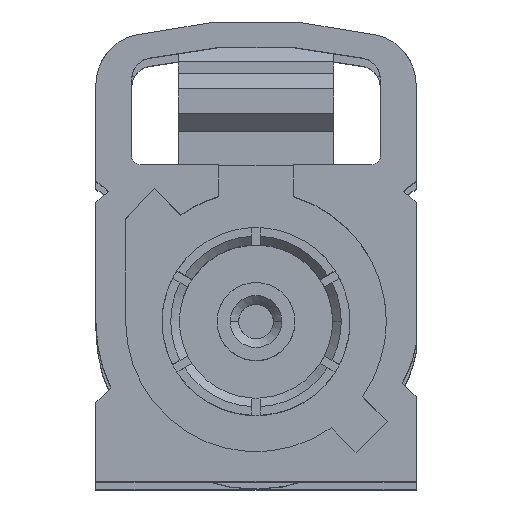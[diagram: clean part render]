
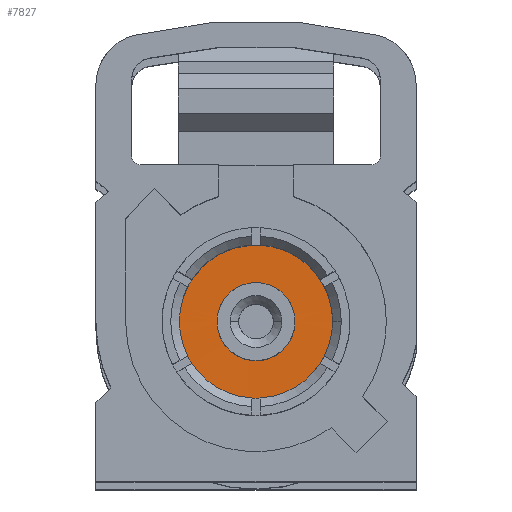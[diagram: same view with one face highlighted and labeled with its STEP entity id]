
A CAD part, top view. The second image highlights one B-rep face of the part: STEP entity #7827.
In plain terms, the highlighted planar face has unit normal (0, 0, 1).
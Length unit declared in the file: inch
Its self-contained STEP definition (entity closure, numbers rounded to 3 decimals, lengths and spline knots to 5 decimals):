
#73 = CARTESIAN_POINT ( 'NONE',  ( 0.08853, -0.01175, 2.55105 ) ) ;
#183 = CARTESIAN_POINT ( 'NONE',  ( -0.045, -0.00589, 2.551 ) ) ;
#285 = CARTESIAN_POINT ( 'NONE',  ( 0.00589, -0.045, 2.551 ) ) ;
#341 = DIRECTION ( 'NONE',  ( 1., 0., 0. ) ) ;
#500 = CARTESIAN_POINT ( 'NONE',  ( 0.0447, 0.07731, 2.55105 ) ) ;
#550 = CARTESIAN_POINT ( 'NONE',  ( 0.05432, 0.07089, 2.55105 ) ) ;
#932 = CARTESIAN_POINT ( 'NONE',  ( -0.045, 0., 2.55102 ) ) ;
#1087 = CARTESIAN_POINT ( 'NONE',  ( 0.045, 0., 2.55102 ) ) ;
#1149 = CARTESIAN_POINT ( 'NONE',  ( -0.02306, -0.08628, 2.55105 ) ) ;
#1287 = CARTESIAN_POINT ( 'NONE',  ( -0.08854, -0.01171, 2.55105 ) ) ;
#1301 = CARTESIAN_POINT ( 'NONE',  ( -0.03932, -0.02266, 2.551 ) ) ;
#1717 = CARTESIAN_POINT ( 'NONE',  ( -0.08853, 0., 2.55102 ) ) ;
#2234 = CARTESIAN_POINT ( 'NONE',  ( -0.03932, 0.02266, 2.551 ) ) ;
#2334 = CARTESIAN_POINT ( 'NONE',  ( -0.08853, 0., 2.55102 ) ) ;
#2399 = CARTESIAN_POINT ( 'NONE',  ( -0.04383, -0.01178, 2.551 ) ) ;
#2445 = CARTESIAN_POINT ( 'NONE',  ( -0.03599, -0.02765, 2.551 ) ) ;
#2478 = EDGE_CURVE ( 'NONE', #7319, #2576, #5938, .T. ) ;
#2529 = CARTESIAN_POINT ( 'NONE',  ( 0.01178, -0.04383, 2.551 ) ) ;
#2576 = VERTEX_POINT ( 'NONE', #7159 ) ;
#2812 = EDGE_LOOP ( 'NONE', ( #9116, #4433 ) ) ;
#2881 = CARTESIAN_POINT ( 'NONE',  ( 0.02306, 0.08628, 2.55105 ) ) ;
#2936 = CARTESIAN_POINT ( 'NONE',  ( -0.05432, 0.07088, 2.55105 ) ) ;
#3268 = CARTESIAN_POINT ( 'NONE',  ( 0.00589, 0.045, 2.551 ) ) ;
#3416 = CARTESIAN_POINT ( 'NONE',  ( 0.0447, -0.07732, 2.55105 ) ) ;
#3469 = CARTESIAN_POINT ( 'NONE',  ( -0.05432, -0.07089, 2.55105 ) ) ;
#3497 = CARTESIAN_POINT ( 'NONE',  ( -0.08853, 0., 2.55102 ) ) ;
#3529 = CARTESIAN_POINT ( 'NONE',  ( 0.02266, -0.03932, 2.551 ) ) ;
#3740 = PLANE ( 'NONE',  #11356 ) ;
#4099 = CARTESIAN_POINT ( 'NONE',  ( 0.07732, 0.0447, 2.55105 ) ) ;
#4324 = CARTESIAN_POINT ( 'NONE',  ( -0.00589, 0.045, 2.551 ) ) ;
#4433 = ORIENTED_EDGE ( 'NONE', *, *, #13875, .T. ) ;
#4472 = CARTESIAN_POINT ( 'NONE',  ( -0.04383, 0.01178, 2.551 ) ) ;
#4585 = CARTESIAN_POINT ( 'NONE',  ( -0.045, 0., 2.55102 ) ) ;
#4679 = CARTESIAN_POINT ( 'NONE',  ( 0.02765, -0.03599, 2.551 ) ) ;
#4737 = CARTESIAN_POINT ( 'NONE',  ( 0.03599, -0.02765, 2.551 ) ) ;
#4778 = FACE_OUTER_BOUND ( 'NONE', #2812, .T. ) ;
#4818 = CARTESIAN_POINT ( 'NONE',  ( 0.045, 0., 2.55102 ) ) ;
#5767 = CARTESIAN_POINT ( 'NONE',  ( 0.01171, -0.08854, 2.55105 ) ) ;
#5786 = CARTESIAN_POINT ( 'NONE',  ( -0.045, 0., 2.55102 ) ) ;
#5820 = CARTESIAN_POINT ( 'NONE',  ( -0.08627, -0.02306, 2.55105 ) ) ;
#5879 = CARTESIAN_POINT ( 'NONE',  ( 0.03932, -0.02266, 2.551 ) ) ;
#5938 = B_SPLINE_CURVE_WITH_KNOTS ( 'NONE', 3,
 ( #2334, #1287, #5820, #10472, #10323, #3469, #7060, #1149, #12625, #5767, #9111, #3416, #13768, #12714, #6910, #11426, #73, #9202 ),
 .UNSPECIFIED., .F., .F.,
 ( 4, 2, 2, 2, 2, 2, 2, 2, 4 ),
 ( 0.5, 0.5625, 0.625, 0.6875, 0.75, 0.8125, 0.875, 0.9375, 1. ),
 .UNSPECIFIED. ) ;
#6234 = CARTESIAN_POINT ( 'NONE',  ( -0.02306, 0.08627, 2.55105 ) ) ;
#6390 = CARTESIAN_POINT ( 'NONE',  ( -0.0447, 0.07732, 2.55105 ) ) ;
#6562 = CARTESIAN_POINT ( 'NONE',  ( 0.045, 0.00589, 2.551 ) ) ;
#6714 = CARTESIAN_POINT ( 'NONE',  ( 0.04383, 0.01178, 2.551 ) ) ;
#6910 = CARTESIAN_POINT ( 'NONE',  ( 0.0773, -0.04471, 2.55105 ) ) ;
#6920 = B_SPLINE_CURVE_WITH_KNOTS ( 'NONE', 3,
 ( #1087, #6562, #6714, #9046, #13466, #10110, #14626, #13572, #3268, #4324, #11334, #14776, #7786, #13521, #2234, #4472, #10212, #932 ),
 .UNSPECIFIED., .F., .F.,
 ( 4, 2, 2, 2, 2, 2, 2, 2, 4 ),
 ( 0.5, 0.5625, 0.625, 0.6875, 0.75, 0.8125, 0.875, 0.9375, 1. ),
 .UNSPECIFIED. ) ;
#6924 = FACE_BOUND ( 'NONE', #10309, .T. ) ;
#7060 = CARTESIAN_POINT ( 'NONE',  ( -0.0447, -0.07731, 2.55105 ) ) ;
#7123 = CARTESIAN_POINT ( 'NONE',  ( 0.045, -0.00589, 2.551 ) ) ;
#7159 = CARTESIAN_POINT ( 'NONE',  ( 0.08853, 0., 2.55102 ) ) ;
#7182 = CARTESIAN_POINT ( 'NONE',  ( 0., 0., 2.55105 ) ) ;
#7319 = VERTEX_POINT ( 'NONE', #3497 ) ;
#7393 = CARTESIAN_POINT ( 'NONE',  ( 0.08853, 0., 2.55102 ) ) ;
#7786 = CARTESIAN_POINT ( 'NONE',  ( -0.02765, 0.03599, 2.551 ) ) ;
#7827 = ADVANCED_FACE ( 'NONE', ( #4778, #6924 ), #3740, .T. ) ;
#8109 = B_SPLINE_CURVE_WITH_KNOTS ( 'NONE', 3,
 ( #7393, #14186, #10809, #4099, #9734, #550, #500, #2881, #9784, #11954, #6234, #6390, #2936, #10965, #14238, #14284, #8523, #1717 ),
 .UNSPECIFIED., .F., .F.,
 ( 4, 2, 2, 2, 2, 2, 2, 2, 4 ),
 ( 0., 0.0625, 0.125, 0.1875, 0.25, 0.3125, 0.375, 0.4375, 0.5 ),
 .UNSPECIFIED. ) ;
#8229 = CARTESIAN_POINT ( 'NONE',  ( -0.00589, -0.045, 2.551 ) ) ;
#8364 = ORIENTED_EDGE ( 'NONE', *, *, #14331, .F. ) ;
#8523 = CARTESIAN_POINT ( 'NONE',  ( -0.08853, 0.01171, 2.55105 ) ) ;
#8634 = EDGE_CURVE ( 'NONE', #14716, #11960, #6920, .T. ) ;
#9046 = CARTESIAN_POINT ( 'NONE',  ( 0.03932, 0.02266, 2.551 ) ) ;
#9111 = CARTESIAN_POINT ( 'NONE',  ( 0.02306, -0.08627, 2.55105 ) ) ;
#9116 = ORIENTED_EDGE ( 'NONE', *, *, #2478, .T. ) ;
#9202 = CARTESIAN_POINT ( 'NONE',  ( 0.08853, 0., 2.55102 ) ) ;
#9425 = CARTESIAN_POINT ( 'NONE',  ( 0.045, 0., 2.55102 ) ) ;
#9734 = CARTESIAN_POINT ( 'NONE',  ( 0.07088, 0.05432, 2.55105 ) ) ;
#9784 = CARTESIAN_POINT ( 'NONE',  ( 0.01171, 0.08853, 2.55105 ) ) ;
#10110 = CARTESIAN_POINT ( 'NONE',  ( 0.02765, 0.03599, 2.551 ) ) ;
#10212 = CARTESIAN_POINT ( 'NONE',  ( -0.045, 0.00589, 2.551 ) ) ;
#10309 = EDGE_LOOP ( 'NONE', ( #8364, #14425 ) ) ;
#10323 = CARTESIAN_POINT ( 'NONE',  ( -0.07088, -0.05432, 2.55105 ) ) ;
#10472 = CARTESIAN_POINT ( 'NONE',  ( -0.07732, -0.0447, 2.55105 ) ) ;
#10809 = CARTESIAN_POINT ( 'NONE',  ( 0.08627, 0.02306, 2.55105 ) ) ;
#10965 = CARTESIAN_POINT ( 'NONE',  ( -0.07089, 0.05432, 2.55105 ) ) ;
#11334 = CARTESIAN_POINT ( 'NONE',  ( -0.01178, 0.04383, 2.551 ) ) ;
#11356 = AXIS2_PLACEMENT_3D ( 'NONE', #7182, #12980, #341 ) ;
#11426 = CARTESIAN_POINT ( 'NONE',  ( 0.08629, -0.02305, 2.55105 ) ) ;
#11601 = CARTESIAN_POINT ( 'NONE',  ( -0.02765, -0.03599, 2.551 ) ) ;
#11954 = CARTESIAN_POINT ( 'NONE',  ( -0.01171, 0.08854, 2.55105 ) ) ;
#11960 = VERTEX_POINT ( 'NONE', #4585 ) ;
#12625 = CARTESIAN_POINT ( 'NONE',  ( -0.01171, -0.08853, 2.55105 ) ) ;
#12714 = CARTESIAN_POINT ( 'NONE',  ( 0.07089, -0.05432, 2.55105 ) ) ;
#12731 = CARTESIAN_POINT ( 'NONE',  ( -0.01178, -0.04383, 2.551 ) ) ;
#12980 = DIRECTION ( 'NONE',  ( 0., 0., 1. ) ) ;
#12998 = B_SPLINE_CURVE_WITH_KNOTS ( 'NONE', 3,
 ( #5786, #183, #2399, #1301, #2445, #11601, #13924, #12731, #8229, #285, #2529, #3529, #4679, #4737, #5879, #13883, #7123, #9425 ),
 .UNSPECIFIED., .F., .F.,
 ( 4, 2, 2, 2, 2, 2, 2, 2, 4 ),
 ( 0., 0.0625, 0.125, 0.1875, 0.25, 0.3125, 0.375, 0.4375, 0.5 ),
 .UNSPECIFIED. ) ;
#13466 = CARTESIAN_POINT ( 'NONE',  ( 0.03599, 0.02765, 2.551 ) ) ;
#13521 = CARTESIAN_POINT ( 'NONE',  ( -0.03599, 0.02765, 2.551 ) ) ;
#13572 = CARTESIAN_POINT ( 'NONE',  ( 0.01178, 0.04383, 2.551 ) ) ;
#13768 = CARTESIAN_POINT ( 'NONE',  ( 0.05432, -0.07088, 2.55105 ) ) ;
#13875 = EDGE_CURVE ( 'NONE', #2576, #7319, #8109, .T. ) ;
#13883 = CARTESIAN_POINT ( 'NONE',  ( 0.04383, -0.01178, 2.551 ) ) ;
#13924 = CARTESIAN_POINT ( 'NONE',  ( -0.02266, -0.03932, 2.551 ) ) ;
#14186 = CARTESIAN_POINT ( 'NONE',  ( 0.08853, 0.01173, 2.55105 ) ) ;
#14238 = CARTESIAN_POINT ( 'NONE',  ( -0.07731, 0.0447, 2.55105 ) ) ;
#14284 = CARTESIAN_POINT ( 'NONE',  ( -0.08628, 0.02306, 2.55105 ) ) ;
#14331 = EDGE_CURVE ( 'NONE', #11960, #14716, #12998, .T. ) ;
#14425 = ORIENTED_EDGE ( 'NONE', *, *, #8634, .F. ) ;
#14626 = CARTESIAN_POINT ( 'NONE',  ( 0.02266, 0.03932, 2.551 ) ) ;
#14716 = VERTEX_POINT ( 'NONE', #4818 ) ;
#14776 = CARTESIAN_POINT ( 'NONE',  ( -0.02266, 0.03932, 2.551 ) ) ;
